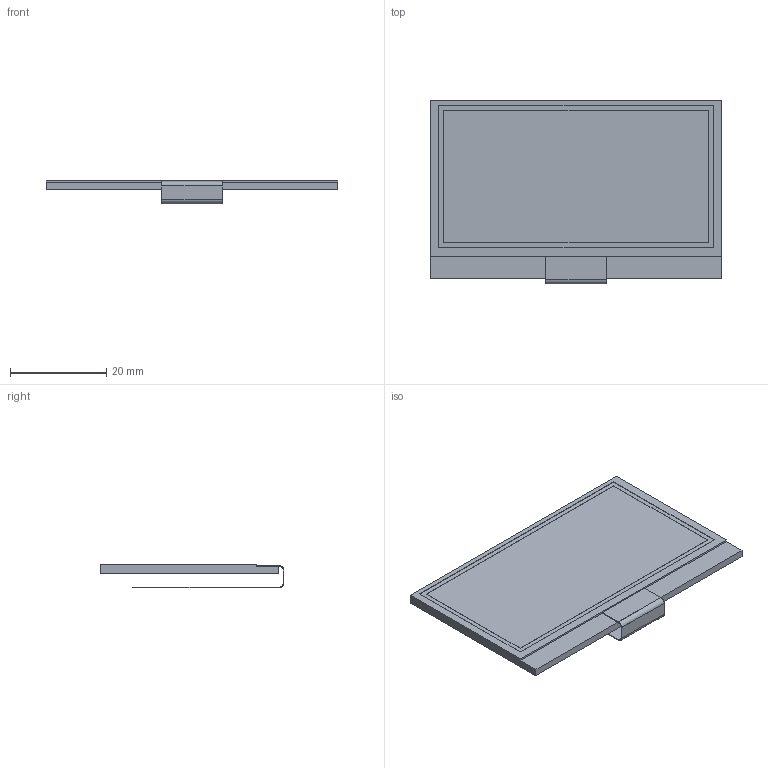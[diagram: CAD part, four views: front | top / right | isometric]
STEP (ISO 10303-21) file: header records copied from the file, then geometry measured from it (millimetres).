
FILE_DESCRIPTION(/* description */ (''),/* implementation_level */ '2;1');
FILE_NAME(/* name */ '2_42INCH-128X64-OLED.stp',/* time_stamp */ '2024-08-21T22:41:27+03:00',/* author */ ('mesla'),/* organization */ (''),/* preprocessor_version */ 'ST-DEVELOPER v18',/* originating_system */ 'Autodesk Inventor 2020',/* authorisation */ '');
FILE_SCHEMA (('AUTOMOTIVE_DESIGN { 1 0 10303 214 3 1 1 }'));
Length unit declared in the file: millimetre
Products named in the file (1): 2_42INCH-128X64-QLED
Bounding box: 60.5 x 38.16 x 4.9 mm (x, y, z)
Volume: 4349.5 mm3; surface area: 5804.3 mm2
Topology: 1 solids, 1 shells, 32 faces, 82 edges, 54 vertices
Faces by surface type: plane 28, cylinder 4
Entity records: 1018 total; most frequent: CARTESIAN_POINT 169, ORIENTED_EDGE 164, DIRECTION 156, EDGE_CURVE 82, LINE 74, VECTOR 74, VERTEX_POINT 54, AXIS2_PLACEMENT_3D 41
